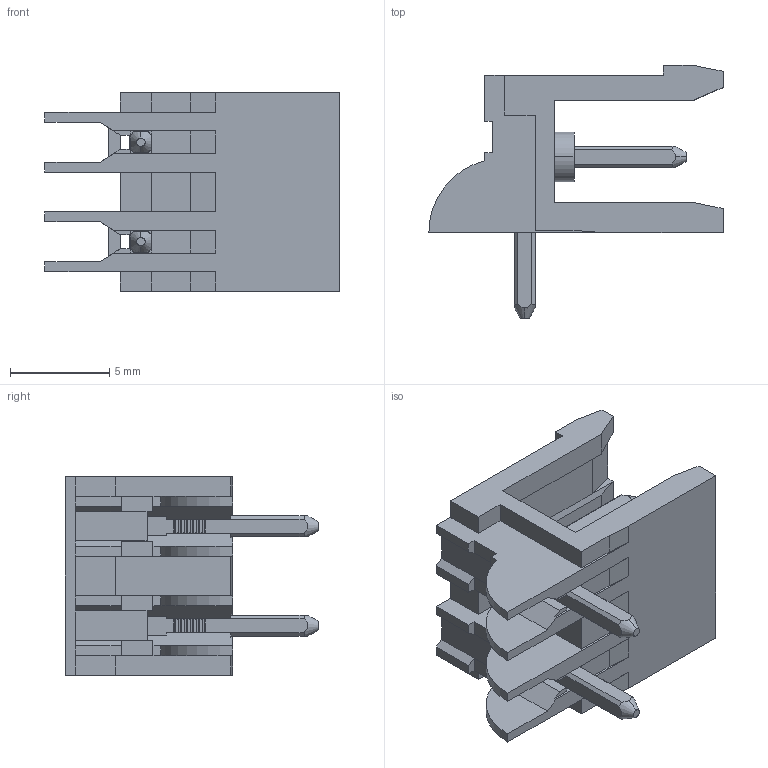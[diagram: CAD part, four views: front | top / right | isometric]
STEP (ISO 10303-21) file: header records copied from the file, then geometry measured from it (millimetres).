
FILE_DESCRIPTION (( 'STEP AP214' ), '1' );
FILE_NAME ('120-M-311-02.STEP', '2008-04-01T03:34:44', ( ' ' ), ( '' ), 'SwSTEP 2.0', 'SolidWorks 2007', '' );
FILE_SCHEMA (( 'AUTOMOTIVE_DESIGN' ));
Length unit declared in the file: millimetre
Products named in the file (1): 120-M-311-02
Bounding box: 14.8 x 12.72 x 10 mm (x, y, z)
Volume: 382.1 mm3; surface area: 1002.1 mm2
Topology: 1 solids, 1 shells, 418 faces, 1337 edges, 858 vertices
Faces by surface type: plane 389, cone 16, cylinder 13
Entity records: 14656 total; most frequent: CARTESIAN_POINT 2874, ORIENTED_EDGE 2674, DIRECTION 2155, EDGE_CURVE 1337, VECTOR 1237, LINE 1237, VERTEX_POINT 858, AXIS2_PLACEMENT_3D 459
